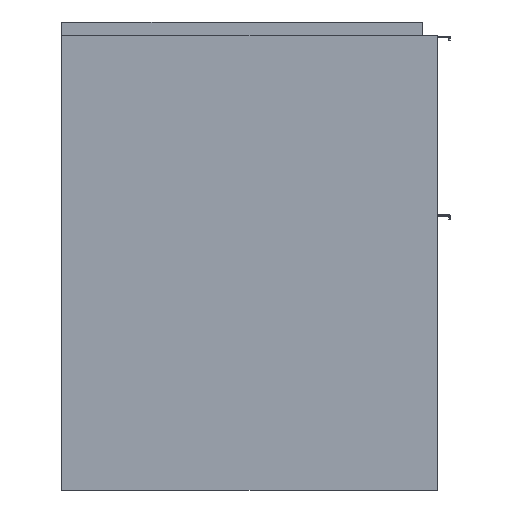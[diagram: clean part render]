
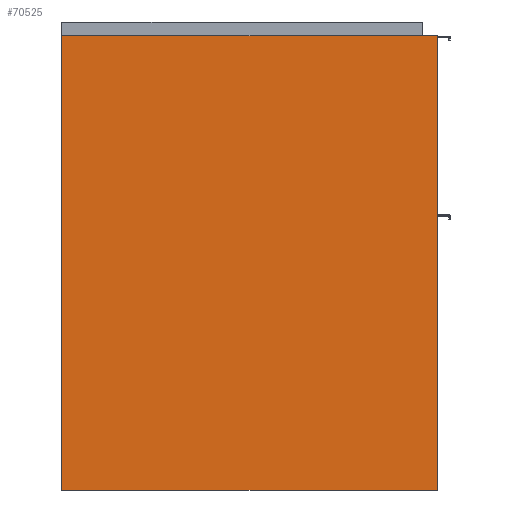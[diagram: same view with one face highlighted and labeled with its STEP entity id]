
A CAD part, left-side view. The second image highlights one B-rep face of the part: STEP entity #70525.
In plain terms, the highlighted planar face has unit normal (-1, 0, 0).
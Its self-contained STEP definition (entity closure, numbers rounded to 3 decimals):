
#5669=FACE_OUTER_BOUND('',#9614,.T.);
#9614=EDGE_LOOP('',(#49832,#49833,#49834,#49835));
#14594=LINE('',#103923,#22549);
#14598=LINE('',#103931,#22553);
#14601=LINE('',#103937,#22556);
#14604=LINE('',#103942,#22559);
#22549=VECTOR('',#83355,462.);
#22553=VECTOR('',#83361,559.);
#22556=VECTOR('',#83366,462.);
#22559=VECTOR('',#83371,559.);
#30219=VERTEX_POINT('',#103921);
#30220=VERTEX_POINT('',#103922);
#30223=VERTEX_POINT('',#103930);
#30225=VERTEX_POINT('',#103936);
#37702=EDGE_CURVE('',#30219,#30220,#14594,.T.);
#37706=EDGE_CURVE('',#30223,#30219,#14598,.T.);
#37709=EDGE_CURVE('',#30225,#30223,#14601,.T.);
#37712=EDGE_CURVE('',#30220,#30225,#14604,.T.);
#49832=ORIENTED_EDGE('',*,*,#37712,.F.);
#49833=ORIENTED_EDGE('',*,*,#37702,.F.);
#49834=ORIENTED_EDGE('',*,*,#37706,.F.);
#49835=ORIENTED_EDGE('',*,*,#37709,.F.);
#67788=PLANE('',#74725);
#70525=ADVANCED_FACE('',(#5669),#67788,.F.);
#74725=AXIS2_PLACEMENT_3D('',#103945,#83375,#83376);
#83355=DIRECTION('',(0.,1.,0.));
#83361=DIRECTION('',(0.,0.,-1.));
#83366=DIRECTION('',(0.,-1.,0.));
#83371=DIRECTION('',(0.,0.,1.));
#83375=DIRECTION('center_axis',(1.,0.,0.));
#83376=DIRECTION('ref_axis',(0.,0.,-1.));
#103921=CARTESIAN_POINT('',(-253.781,-337.339,-611.015));
#103922=CARTESIAN_POINT('',(-253.781,124.661,-611.015));
#103923=CARTESIAN_POINT('',(-253.781,-337.339,-611.015));
#103930=CARTESIAN_POINT('',(-253.781,-337.339,-52.015));
#103931=CARTESIAN_POINT('',(-253.781,-337.339,-52.015));
#103936=CARTESIAN_POINT('',(-253.781,124.661,-52.015));
#103937=CARTESIAN_POINT('',(-253.781,124.661,-52.015));
#103942=CARTESIAN_POINT('',(-253.781,124.661,-611.015));
#103945=CARTESIAN_POINT('Origin',(-253.781,-106.339,-331.515));
